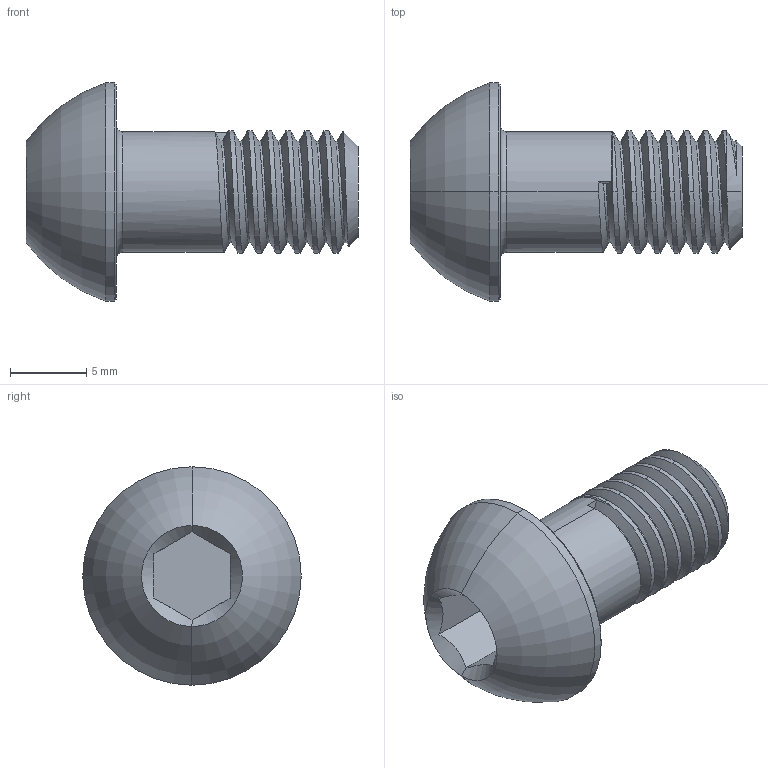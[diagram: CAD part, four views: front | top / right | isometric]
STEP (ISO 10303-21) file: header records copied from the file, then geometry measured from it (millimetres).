
FILE_DESCRIPTION (( 'STEP AP214' ), '1' );
FILE_NAME ('MS0028.STEP', '2025-04-24T18:13:48', ( '' ), ( '' ), 'SwSTEP 2.0', 'SolidWorks 2023', '' );
FILE_SCHEMA (( 'AUTOMOTIVE_DESIGN' ));
Length unit declared in the file: inch
Products named in the file (1): MS0028
Bounding box: 21.72 x 14.29 x 14.29 mm (x, y, z)
Volume: 1261.1 mm3; surface area: 1003.7 mm2
Topology: 1 solids, 1 shells, 42 faces, 107 edges, 68 vertices
Faces by surface type: cylinder 18, plane 10, cone 7, torus 4, bspline 3
Entity records: 2534 total; most frequent: CARTESIAN_POINT 1611, ORIENTED_EDGE 214, DIRECTION 162, EDGE_CURVE 107, VERTEX_POINT 68, AXIS2_PLACEMENT_3D 63, EDGE_LOOP 43, FACE_OUTER_BOUND 42
